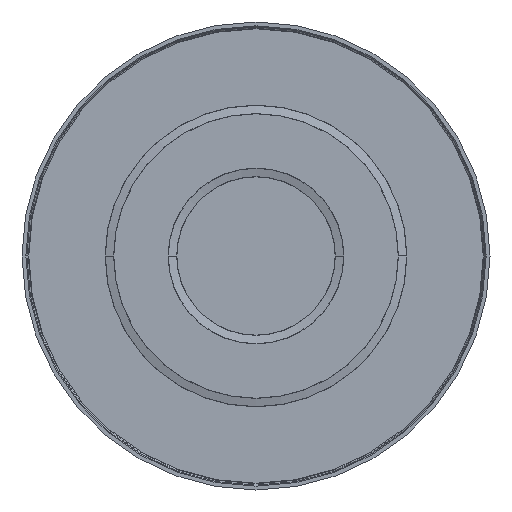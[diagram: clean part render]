
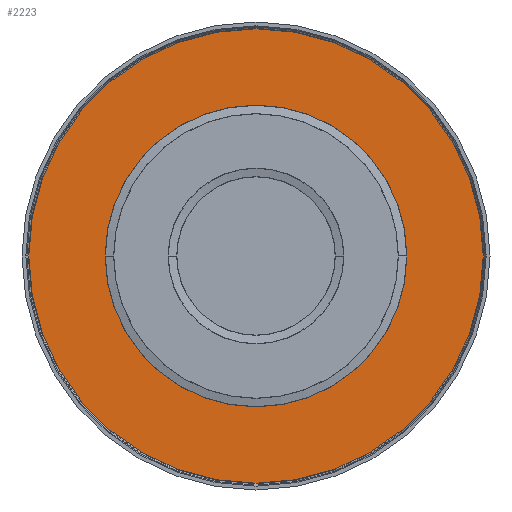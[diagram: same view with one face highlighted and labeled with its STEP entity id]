
A CAD part, front view. The second image highlights one B-rep face of the part: STEP entity #2223.
In plain terms, the highlighted planar face has unit normal (0, -1, 0).
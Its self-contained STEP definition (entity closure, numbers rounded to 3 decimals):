
#354 = VERTEX_POINT ( 'NONE', #2675 ) ;
#636 = VERTEX_POINT ( 'NONE', #5746 ) ;
#732 = CARTESIAN_POINT ( 'NONE',  ( -100.009, 29., 0. ) ) ;
#888 = PLANE ( 'NONE',  #3011 ) ;
#1766 = EDGE_LOOP ( 'NONE', ( #8034, #2097 ) ) ;
#2097 = ORIENTED_EDGE ( 'NONE', *, *, #5474, .T. ) ;
#2152 = DIRECTION ( 'NONE',  ( -1., 0., 0. ) ) ;
#2223 = ADVANCED_FACE ( 'NONE', ( #5890, #3472 ), #888, .F. ) ;
#2329 = DIRECTION ( 'NONE',  ( -1., 0., 0. ) ) ;
#2621 = DIRECTION ( 'NONE',  ( 0., 1., 0. ) ) ;
#2675 = CARTESIAN_POINT ( 'NONE',  ( 100.009, 29., 0. ) ) ;
#2733 = DIRECTION ( 'NONE',  ( -1., 0., 0. ) ) ;
#2855 = ORIENTED_EDGE ( 'NONE', *, *, #7716, .F. ) ;
#2990 = EDGE_LOOP ( 'NONE', ( #7279, #2855 ) ) ;
#3011 = AXIS2_PLACEMENT_3D ( 'NONE', #4041, #4655, #2733 ) ;
#3278 = CARTESIAN_POINT ( 'NONE',  ( 0., 29., 0. ) ) ;
#3309 = VERTEX_POINT ( 'NONE', #732 ) ;
#3472 = FACE_OUTER_BOUND ( 'NONE', #2990, .T. ) ;
#3919 = CIRCLE ( 'NONE', #4696, 100.009 ) ;
#3927 = CARTESIAN_POINT ( 'NONE',  ( 0., 29., 0. ) ) ;
#4041 = CARTESIAN_POINT ( 'NONE',  ( 66.232, 29., 0. ) ) ;
#4301 = VERTEX_POINT ( 'NONE', #4347 ) ;
#4347 = CARTESIAN_POINT ( 'NONE',  ( -66.403, 29., 0. ) ) ;
#4655 = DIRECTION ( 'NONE',  ( 0., 1., 0. ) ) ;
#4696 = AXIS2_PLACEMENT_3D ( 'NONE', #4891, #6166, #6204 ) ;
#4891 = CARTESIAN_POINT ( 'NONE',  ( 0., 29., 0. ) ) ;
#5370 = DIRECTION ( 'NONE',  ( 0., 1., 0. ) ) ;
#5474 = EDGE_CURVE ( 'NONE', #636, #4301, #6349, .T. ) ;
#5746 = CARTESIAN_POINT ( 'NONE',  ( 66.403, 29., 0. ) ) ;
#5877 = AXIS2_PLACEMENT_3D ( 'NONE', #7294, #5370, #2329 ) ;
#5890 = FACE_BOUND ( 'NONE', #1766, .T. ) ;
#5891 = DIRECTION ( 'NONE',  ( 0., 1., 0. ) ) ;
#6003 = AXIS2_PLACEMENT_3D ( 'NONE', #3927, #5891, #2152 ) ;
#6166 = DIRECTION ( 'NONE',  ( 0., 1., 0. ) ) ;
#6204 = DIRECTION ( 'NONE',  ( -1., 0., 0. ) ) ;
#6294 = EDGE_CURVE ( 'NONE', #3309, #354, #3919, .T. ) ;
#6349 = CIRCLE ( 'NONE', #7143, 66.403 ) ;
#6424 = DIRECTION ( 'NONE',  ( -1., 0., 0. ) ) ;
#6528 = CIRCLE ( 'NONE', #5877, 100.009 ) ;
#6927 = CIRCLE ( 'NONE', #6003, 66.403 ) ;
#7143 = AXIS2_PLACEMENT_3D ( 'NONE', #3278, #2621, #6424 ) ;
#7211 = EDGE_CURVE ( 'NONE', #4301, #636, #6927, .T. ) ;
#7279 = ORIENTED_EDGE ( 'NONE', *, *, #6294, .F. ) ;
#7294 = CARTESIAN_POINT ( 'NONE',  ( 0., 29., 0. ) ) ;
#7716 = EDGE_CURVE ( 'NONE', #354, #3309, #6528, .T. ) ;
#8034 = ORIENTED_EDGE ( 'NONE', *, *, #7211, .T. ) ;
